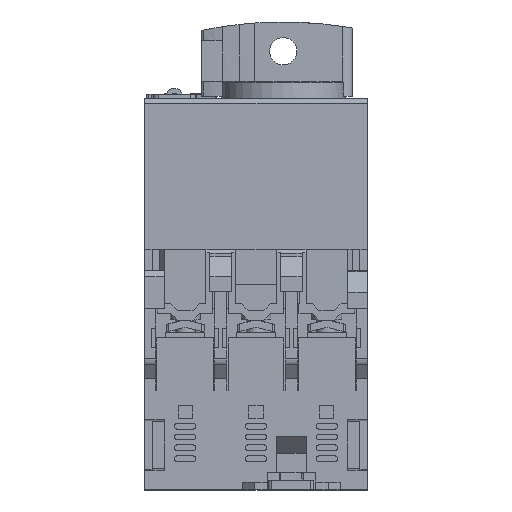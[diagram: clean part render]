
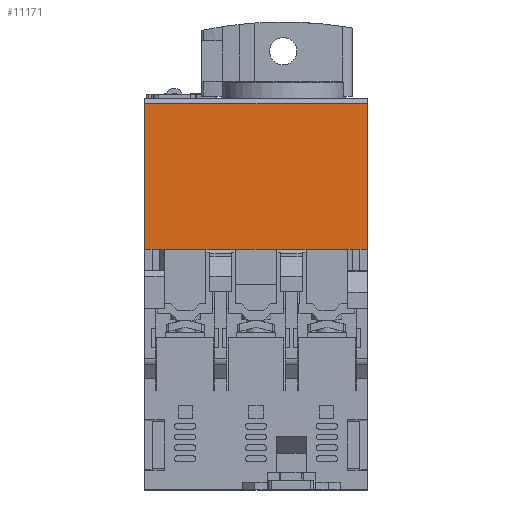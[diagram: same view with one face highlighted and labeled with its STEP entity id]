
A CAD part, front view. The second image highlights one B-rep face of the part: STEP entity #11171.
In plain terms, the highlighted planar face has unit normal (0, -1, 0).
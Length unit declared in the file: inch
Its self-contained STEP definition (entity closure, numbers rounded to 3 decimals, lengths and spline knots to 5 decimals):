
#535 = VERTEX_POINT ( 'NONE', #8875 ) ;
#2104 = CARTESIAN_POINT ( 'NONE',  ( -0.88583, -0.88583, 6.0833 ) ) ;
#3462 = PLANE ( 'NONE',  #46761 ) ;
#5352 = LINE ( 'NONE', #45732, #56862 ) ;
#5654 = ORIENTED_EDGE ( 'NONE', *, *, #15526, .F. ) ;
#8380 = VERTEX_POINT ( 'NONE', #43811 ) ;
#8875 = CARTESIAN_POINT ( 'NONE',  ( 0.88583, -0.88583, 4.92584 ) ) ;
#10183 = LINE ( 'NONE', #43711, #17244 ) ;
#11171 = ADVANCED_FACE ( 'NONE', ( #19157 ), #3462, .T. ) ;
#12200 = CARTESIAN_POINT ( 'NONE',  ( 0.88583, -0.88583, 4.88645 ) ) ;
#13337 = CARTESIAN_POINT ( 'NONE',  ( -0.88583, -0.88583, 6.0833 ) ) ;
#13369 = EDGE_LOOP ( 'NONE', ( #23406, #53288, #18298, #5654 ) ) ;
#15256 = EDGE_CURVE ( 'NONE', #46827, #26445, #10183, .T. ) ;
#15526 = EDGE_CURVE ( 'NONE', #8380, #535, #59296, .T. ) ;
#17244 = VECTOR ( 'NONE', #48691, 39.37008 ) ;
#18298 = ORIENTED_EDGE ( 'NONE', *, *, #21464, .F. ) ;
#19157 = FACE_OUTER_BOUND ( 'NONE', #13369, .T. ) ;
#21464 = EDGE_CURVE ( 'NONE', #535, #26445, #5352, .T. ) ;
#23406 = ORIENTED_EDGE ( 'NONE', *, *, #36727, .T. ) ;
#26282 = DIRECTION ( 'NONE',  ( -1., 0., 0. ) ) ;
#26445 = VERTEX_POINT ( 'NONE', #43046 ) ;
#28203 = VECTOR ( 'NONE', #37051, 39.37008 ) ;
#34374 = CARTESIAN_POINT ( 'NONE',  ( -0.88583, -0.88583, 6.0833 ) ) ;
#36727 = EDGE_CURVE ( 'NONE', #8380, #46827, #40769, .T. ) ;
#37051 = DIRECTION ( 'NONE',  ( -1., 0., 0. ) ) ;
#40769 = LINE ( 'NONE', #2104, #28203 ) ;
#43046 = CARTESIAN_POINT ( 'NONE',  ( -0.88583, -0.88583, 4.92584 ) ) ;
#43711 = CARTESIAN_POINT ( 'NONE',  ( -0.88583, -0.88583, 4.88645 ) ) ;
#43811 = CARTESIAN_POINT ( 'NONE',  ( 0.88583, -0.88583, 6.0833 ) ) ;
#44454 = DIRECTION ( 'NONE',  ( 0., -1., 0. ) ) ;
#45732 = CARTESIAN_POINT ( 'NONE',  ( -0.88583, -0.88583, 4.92584 ) ) ;
#46761 = AXIS2_PLACEMENT_3D ( 'NONE', #34374, #44454, #59278 ) ;
#46827 = VERTEX_POINT ( 'NONE', #13337 ) ;
#47565 = DIRECTION ( 'NONE',  ( 0., 0., -1. ) ) ;
#48691 = DIRECTION ( 'NONE',  ( 0., 0., -1. ) ) ;
#53029 = VECTOR ( 'NONE', #47565, 39.37008 ) ;
#53288 = ORIENTED_EDGE ( 'NONE', *, *, #15256, .T. ) ;
#56862 = VECTOR ( 'NONE', #26282, 39.37008 ) ;
#59278 = DIRECTION ( 'NONE',  ( 0., 0., -1. ) ) ;
#59296 = LINE ( 'NONE', #12200, #53029 ) ;
